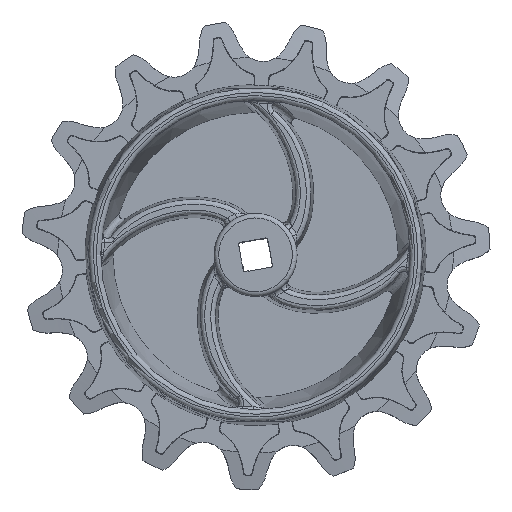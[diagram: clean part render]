
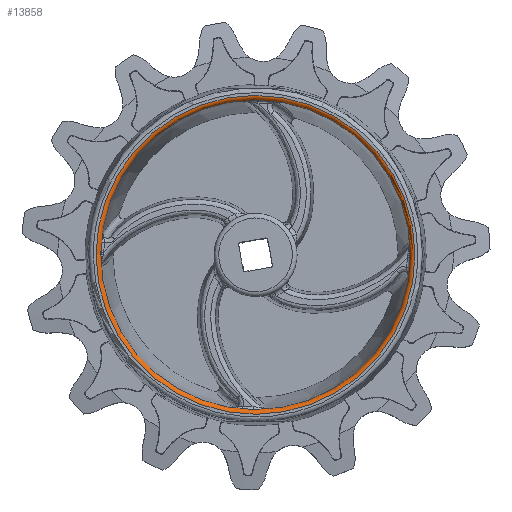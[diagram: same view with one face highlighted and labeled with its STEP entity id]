
A CAD part, top view. The second image highlights one B-rep face of the part: STEP entity #13858.
In plain terms, the highlighted toroidal (fillet/blend) face has major radius 17.298 mm and minor radius 0.5 mm.
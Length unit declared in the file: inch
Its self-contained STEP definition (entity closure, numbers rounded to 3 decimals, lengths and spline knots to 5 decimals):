
#38=ELLIPSE('',#14837,0.81888,0.66102);
#39=ELLIPSE('',#14839,0.81886,0.66101);
#48=TOROIDAL_SURFACE('',#15091,0.68101,0.01969);
#709=CIRCLE('',#14836,0.68101);
#710=CIRCLE('',#14838,0.68101);
#845=CIRCLE('',#15092,0.01969);
#846=CIRCLE('',#15093,0.66133);
#847=CIRCLE('',#15094,0.66133);
#1819=FACE_OUTER_BOUND('',#2604,.T.);
#2604=EDGE_LOOP('',(#10740,#10741,#10742,#10743,#10744,#10745,#10746,#10747));
#5474=VERTEX_POINT('',#22139);
#5475=VERTEX_POINT('',#22140);
#5476=VERTEX_POINT('',#22142);
#5477=VERTEX_POINT('',#22144);
#5783=VERTEX_POINT('',#25356);
#5784=VERTEX_POINT('',#25358);
#7121=EDGE_CURVE('',#5474,#5475,#709,.T.);
#7122=EDGE_CURVE('',#5475,#5476,#38,.T.);
#7123=EDGE_CURVE('',#5476,#5477,#710,.T.);
#7124=EDGE_CURVE('',#5477,#5474,#39,.T.);
#7590=EDGE_CURVE('',#5476,#5783,#845,.T.);
#7591=EDGE_CURVE('',#5783,#5784,#846,.T.);
#7592=EDGE_CURVE('',#5784,#5783,#847,.T.);
#10740=ORIENTED_EDGE('',*,*,#7121,.F.);
#10741=ORIENTED_EDGE('',*,*,#7124,.F.);
#10742=ORIENTED_EDGE('',*,*,#7123,.F.);
#10743=ORIENTED_EDGE('',*,*,#7590,.T.);
#10744=ORIENTED_EDGE('',*,*,#7591,.T.);
#10745=ORIENTED_EDGE('',*,*,#7592,.T.);
#10746=ORIENTED_EDGE('',*,*,#7590,.F.);
#10747=ORIENTED_EDGE('',*,*,#7122,.F.);
#13858=ADVANCED_FACE('',(#1819),#48,.T.);
#14836=AXIS2_PLACEMENT_3D('',#22141,#16904,#16905);
#14837=AXIS2_PLACEMENT_3D('',#22143,#16906,#16907);
#14838=AXIS2_PLACEMENT_3D('',#22145,#16908,#16909);
#14839=AXIS2_PLACEMENT_3D('',#22146,#16910,#16911);
#15091=AXIS2_PLACEMENT_3D('',#25355,#17494,#17495);
#15092=AXIS2_PLACEMENT_3D('',#25357,#17496,#17497);
#15093=AXIS2_PLACEMENT_3D('',#25359,#17498,#17499);
#15094=AXIS2_PLACEMENT_3D('',#25360,#17500,#17501);
#16904=DIRECTION('center_axis',(0.,0.,
-1.));
#16905=DIRECTION('ref_axis',(1.,0.008,0.));
#16906=DIRECTION('center_axis',(0.,0.,
-1.));
#16907=DIRECTION('ref_axis',(0.744,0.668,0.));
#16908=DIRECTION('center_axis',(0.,0.,
-1.));
#16909=DIRECTION('ref_axis',(-1.,-0.008,0.));
#16910=DIRECTION('center_axis',(0.,0.,
-1.));
#16911=DIRECTION('ref_axis',(0.744,0.668,0.));
#17494=DIRECTION('center_axis',(0.,0.,
-1.));
#17495=DIRECTION('ref_axis',(-1.,0.,0.));
#17496=DIRECTION('center_axis',(0.,-1.,0.));
#17497=DIRECTION('ref_axis',(1.,0.,0.));
#17498=DIRECTION('center_axis',(0.,0.,-1.));
#17499=DIRECTION('ref_axis',(1.,0.008,0.));
#17500=DIRECTION('center_axis',(0.,0.,-1.));
#17501=DIRECTION('ref_axis',(1.,0.008,0.));
#22139=CARTESIAN_POINT('',(-0.68101,0.,1.));
#22140=CARTESIAN_POINT('',(0.68099,0.00544,1.));
#22141=CARTESIAN_POINT('Origin',(0.,0.,
1.));
#22142=CARTESIAN_POINT('',(0.68101,0.,1.));
#22143=CARTESIAN_POINT('Origin',(-0.07151,-0.15434,
1.));
#22144=CARTESIAN_POINT('',(-0.68099,-0.00544,1.));
#22145=CARTESIAN_POINT('Origin',(0.,0.,
1.));
#22146=CARTESIAN_POINT('Origin',(0.07149,0.15434,1.));
#25355=CARTESIAN_POINT('Origin',(0.,0.,
0.98031));
#25356=CARTESIAN_POINT('',(0.66133,0.,0.98049));
#25357=CARTESIAN_POINT('Origin',(0.68101,0.,
0.98031));
#25358=CARTESIAN_POINT('',(-0.66133,0.,0.98049));
#25359=CARTESIAN_POINT('Origin',(0.,0.,0.98049));
#25360=CARTESIAN_POINT('Origin',(0.,0.,0.98049));
